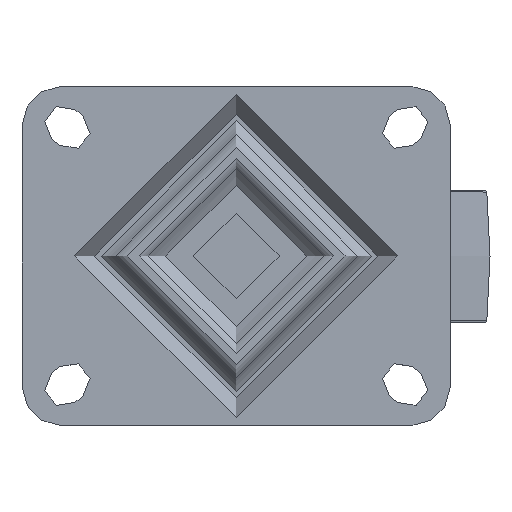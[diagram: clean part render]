
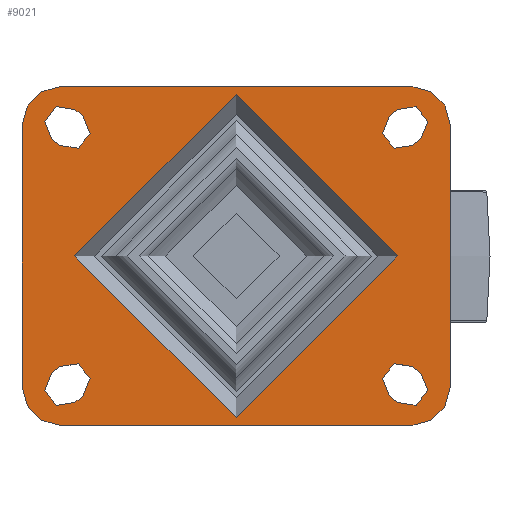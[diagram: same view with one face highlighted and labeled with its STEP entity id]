
A CAD part, top view. The second image highlights one B-rep face of the part: STEP entity #9021.
In plain terms, the highlighted planar face has unit normal (0, 0, 1).
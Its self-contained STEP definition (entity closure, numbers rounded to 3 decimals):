
#476=FACE_BOUND('',#3011,.T.);
#477=FACE_BOUND('',#3012,.T.);
#478=FACE_BOUND('',#3013,.T.);
#479=FACE_BOUND('',#3014,.T.);
#480=FACE_BOUND('',#3015,.T.);
#611=PLANE('',#9882);
#1267=LINE('',#13982,#1767);
#1269=LINE('',#13990,#1769);
#1270=LINE('',#13995,#1770);
#1271=LINE('',#13999,#1771);
#1272=LINE('',#14001,#1772);
#1273=LINE('',#14002,#1773);
#1274=LINE('',#14003,#1774);
#1275=LINE('',#14004,#1775);
#1276=LINE('',#14005,#1776);
#1277=LINE('',#14006,#1777);
#1278=LINE('',#14007,#1778);
#1279=LINE('',#14008,#1779);
#1767=VECTOR('',#11067,1.);
#1769=VECTOR('',#11077,1.);
#1770=VECTOR('',#11082,1.);
#1771=VECTOR('',#11085,1.);
#1772=VECTOR('',#11088,1.);
#1773=VECTOR('',#11089,1.);
#1774=VECTOR('',#11090,1.);
#1775=VECTOR('',#11091,1.);
#1776=VECTOR('',#11092,1.);
#1777=VECTOR('',#11093,1.);
#1778=VECTOR('',#11094,1.);
#1779=VECTOR('',#11095,1.);
#2434=FACE_OUTER_BOUND('',#3010,.T.);
#3010=EDGE_LOOP('',(#6563,#6564,#6565,#6566,#6567,#6568,#6569,#6570));
#3011=EDGE_LOOP('',(#6571));
#3012=EDGE_LOOP('',(#6572,#6573,#6574,#6575));
#3013=EDGE_LOOP('',(#6576,#6577,#6578,#6579));
#3014=EDGE_LOOP('',(#6580,#6581,#6582,#6583));
#3015=EDGE_LOOP('',(#6584,#6585,#6586,#6587));
#3645=CIRCLE('',#9805,5.7);
#3646=CIRCLE('',#9807,5.7);
#3648=CIRCLE('',#9810,5.7);
#3651=CIRCLE('',#9814,5.7);
#3653=CIRCLE('',#9817,5.7);
#3654=CIRCLE('',#9819,5.7);
#3657=CIRCLE('',#9823,5.7);
#3658=CIRCLE('',#9825,5.7);
#3675=CIRCLE('',#9848,49.014);
#3695=CIRCLE('',#9883,12.);
#3696=CIRCLE('',#9884,12.);
#3697=CIRCLE('',#9885,12.);
#3698=CIRCLE('',#9886,12.);
#4092=VERTEX_POINT('',#13745);
#4093=VERTEX_POINT('',#13747);
#4094=VERTEX_POINT('',#13751);
#4095=VERTEX_POINT('',#13752);
#4098=VERTEX_POINT('',#13760);
#4099=VERTEX_POINT('',#13761);
#4104=VERTEX_POINT('',#13772);
#4105=VERTEX_POINT('',#13774);
#4108=VERTEX_POINT('',#13781);
#4109=VERTEX_POINT('',#13783);
#4110=VERTEX_POINT('',#13787);
#4111=VERTEX_POINT('',#13788);
#4116=VERTEX_POINT('',#13799);
#4117=VERTEX_POINT('',#13801);
#4118=VERTEX_POINT('',#13805);
#4119=VERTEX_POINT('',#13806);
#4132=VERTEX_POINT('',#13872);
#4149=VERTEX_POINT('',#13979);
#4150=VERTEX_POINT('',#13981);
#4151=VERTEX_POINT('',#13988);
#4152=VERTEX_POINT('',#13989);
#4153=VERTEX_POINT('',#13992);
#4154=VERTEX_POINT('',#13994);
#4155=VERTEX_POINT('',#13996);
#4156=VERTEX_POINT('',#13998);
#4998=EDGE_CURVE('',#4093,#4092,#3645,.T.);
#5000=EDGE_CURVE('',#4094,#4095,#3646,.T.);
#5004=EDGE_CURVE('',#4098,#4099,#3648,.T.);
#5010=EDGE_CURVE('',#4105,#4104,#3651,.T.);
#5014=EDGE_CURVE('',#4108,#4109,#3653,.T.);
#5016=EDGE_CURVE('',#4110,#4111,#3654,.T.);
#5022=EDGE_CURVE('',#4116,#4117,#3657,.T.);
#5024=EDGE_CURVE('',#4118,#4119,#3658,.T.);
#5045=EDGE_CURVE('',#4132,#4132,#3675,.T.);
#5070=EDGE_CURVE('',#4150,#4149,#1267,.T.);
#5072=EDGE_CURVE('',#4151,#4152,#1269,.T.);
#5073=EDGE_CURVE('',#4151,#4150,#3695,.T.);
#5074=EDGE_CURVE('',#4149,#4153,#3696,.T.);
#5075=EDGE_CURVE('',#4154,#4153,#1270,.T.);
#5076=EDGE_CURVE('',#4155,#4154,#3697,.T.);
#5077=EDGE_CURVE('',#4156,#4155,#1271,.T.);
#5078=EDGE_CURVE('',#4152,#4156,#3698,.T.);
#5079=EDGE_CURVE('',#4119,#4116,#1272,.T.);
#5080=EDGE_CURVE('',#4117,#4118,#1273,.T.);
#5081=EDGE_CURVE('',#4109,#4110,#1274,.T.);
#5082=EDGE_CURVE('',#4111,#4108,#1275,.T.);
#5083=EDGE_CURVE('',#4092,#4094,#1276,.T.);
#5084=EDGE_CURVE('',#4095,#4093,#1277,.T.);
#5085=EDGE_CURVE('',#4099,#4105,#1278,.T.);
#5086=EDGE_CURVE('',#4104,#4098,#1279,.T.);
#6563=ORIENTED_EDGE('',*,*,#5072,.F.);
#6564=ORIENTED_EDGE('',*,*,#5073,.T.);
#6565=ORIENTED_EDGE('',*,*,#5070,.T.);
#6566=ORIENTED_EDGE('',*,*,#5074,.T.);
#6567=ORIENTED_EDGE('',*,*,#5075,.F.);
#6568=ORIENTED_EDGE('',*,*,#5076,.F.);
#6569=ORIENTED_EDGE('',*,*,#5077,.F.);
#6570=ORIENTED_EDGE('',*,*,#5078,.F.);
#6571=ORIENTED_EDGE('',*,*,#5045,.F.);
#6572=ORIENTED_EDGE('',*,*,#5022,.F.);
#6573=ORIENTED_EDGE('',*,*,#5079,.F.);
#6574=ORIENTED_EDGE('',*,*,#5024,.F.);
#6575=ORIENTED_EDGE('',*,*,#5080,.F.);
#6576=ORIENTED_EDGE('',*,*,#5016,.F.);
#6577=ORIENTED_EDGE('',*,*,#5081,.F.);
#6578=ORIENTED_EDGE('',*,*,#5014,.F.);
#6579=ORIENTED_EDGE('',*,*,#5082,.F.);
#6580=ORIENTED_EDGE('',*,*,#4998,.T.);
#6581=ORIENTED_EDGE('',*,*,#5083,.T.);
#6582=ORIENTED_EDGE('',*,*,#5000,.T.);
#6583=ORIENTED_EDGE('',*,*,#5084,.T.);
#6584=ORIENTED_EDGE('',*,*,#5004,.T.);
#6585=ORIENTED_EDGE('',*,*,#5085,.T.);
#6586=ORIENTED_EDGE('',*,*,#5010,.T.);
#6587=ORIENTED_EDGE('',*,*,#5086,.T.);
#9021=ADVANCED_FACE('',(#2434,#476,#477,#478,#479,#480),#611,.F.);
#9805=AXIS2_PLACEMENT_3D('',#13748,#10897,#10898);
#9807=AXIS2_PLACEMENT_3D('',#13753,#10902,#10903);
#9810=AXIS2_PLACEMENT_3D('',#13762,#10910,#10911);
#9814=AXIS2_PLACEMENT_3D('',#13775,#10921,#10922);
#9817=AXIS2_PLACEMENT_3D('',#13784,#10929,#10930);
#9819=AXIS2_PLACEMENT_3D('',#13789,#10934,#10935);
#9823=AXIS2_PLACEMENT_3D('',#13802,#10945,#10946);
#9825=AXIS2_PLACEMENT_3D('',#13807,#10950,#10951);
#9848=AXIS2_PLACEMENT_3D('',#13874,#11000,#11001);
#9882=AXIS2_PLACEMENT_3D('',#13987,#11075,#11076);
#9883=AXIS2_PLACEMENT_3D('',#13991,#11078,#11079);
#9884=AXIS2_PLACEMENT_3D('',#13993,#11080,#11081);
#9885=AXIS2_PLACEMENT_3D('',#13997,#11083,#11084);
#9886=AXIS2_PLACEMENT_3D('',#14000,#11086,#11087);
#10897=DIRECTION('center_axis',(0.,0.,-1.));
#10898=DIRECTION('ref_axis',(1.,0.,0.));
#10902=DIRECTION('center_axis',(0.,0.,-1.));
#10903=DIRECTION('ref_axis',(1.,0.,0.));
#10910=DIRECTION('center_axis',(0.,0.,-1.));
#10911=DIRECTION('ref_axis',(1.,0.,0.));
#10921=DIRECTION('center_axis',(0.,0.,-1.));
#10922=DIRECTION('ref_axis',(1.,0.,0.));
#10929=DIRECTION('center_axis',(0.,0.,1.));
#10930=DIRECTION('ref_axis',(1.,0.,0.));
#10934=DIRECTION('center_axis',(0.,0.,1.));
#10935=DIRECTION('ref_axis',(1.,0.,0.));
#10945=DIRECTION('center_axis',(0.,0.,1.));
#10946=DIRECTION('ref_axis',(1.,0.,0.));
#10950=DIRECTION('center_axis',(0.,0.,1.));
#10951=DIRECTION('ref_axis',(1.,0.,0.));
#11000=DIRECTION('center_axis',(0.,0.,1.));
#11001=DIRECTION('ref_axis',(-1.,0.,0.));
#11067=DIRECTION('',(1.,0.,0.));
#11075=DIRECTION('center_axis',(0.,0.,-1.));
#11076=DIRECTION('ref_axis',(0.,-1.,0.));
#11077=DIRECTION('',(0.,1.,0.));
#11078=DIRECTION('center_axis',(0.,0.,1.));
#11079=DIRECTION('ref_axis',(1.,0.,0.));
#11080=DIRECTION('center_axis',(0.,0.,1.));
#11081=DIRECTION('ref_axis',(1.,0.,0.));
#11082=DIRECTION('',(0.,-1.,0.));
#11083=DIRECTION('center_axis',(0.,0.,-1.));
#11084=DIRECTION('ref_axis',(1.,0.,0.));
#11085=DIRECTION('',(1.,0.,0.));
#11086=DIRECTION('center_axis',(0.,0.,-1.));
#11087=DIRECTION('ref_axis',(1.,0.,0.));
#11088=DIRECTION('',(-0.781,-0.625,0.));
#11089=DIRECTION('',(0.781,0.625,0.));
#11090=DIRECTION('',(0.781,-0.625,0.));
#11091=DIRECTION('',(-0.781,0.625,0.));
#11092=DIRECTION('',(0.781,-0.625,0.));
#11093=DIRECTION('',(-0.781,0.625,0.));
#11094=DIRECTION('',(-0.781,-0.625,0.));
#11095=DIRECTION('',(0.781,0.625,0.));
#13745=CARTESIAN_POINT('',(-27.536,161.729,0.));
#13747=CARTESIAN_POINT('',(-34.657,152.827,0.));
#13748=CARTESIAN_POINT('Origin',(-31.097,157.278,0.));
#13751=CARTESIAN_POINT('',(-25.036,159.729,0.));
#13752=CARTESIAN_POINT('',(-32.157,150.827,0.));
#13753=CARTESIAN_POINT('Origin',(-28.597,155.278,0.));
#13760=CARTESIAN_POINT('',(-134.657,161.729,0.));
#13761=CARTESIAN_POINT('',(-127.536,152.827,0.));
#13762=CARTESIAN_POINT('Origin',(-131.097,157.278,0.));
#13772=CARTESIAN_POINT('',(-137.157,159.729,0.));
#13774=CARTESIAN_POINT('',(-130.036,150.827,0.));
#13775=CARTESIAN_POINT('Origin',(-133.597,155.278,0.));
#13781=CARTESIAN_POINT('',(-130.036,239.729,0.));
#13783=CARTESIAN_POINT('',(-137.157,230.827,0.));
#13784=CARTESIAN_POINT('Origin',(-133.597,235.278,0.));
#13787=CARTESIAN_POINT('',(-134.657,228.827,0.));
#13788=CARTESIAN_POINT('',(-127.536,237.729,0.));
#13789=CARTESIAN_POINT('Origin',(-131.097,233.278,0.));
#13799=CARTESIAN_POINT('',(-34.657,237.729,0.));
#13801=CARTESIAN_POINT('',(-27.536,228.827,0.));
#13802=CARTESIAN_POINT('Origin',(-31.097,233.278,0.));
#13805=CARTESIAN_POINT('',(-25.036,230.827,0.));
#13806=CARTESIAN_POINT('',(-32.157,239.729,0.));
#13807=CARTESIAN_POINT('Origin',(-28.597,235.278,0.));
#13872=CARTESIAN_POINT('',(-130.11,195.278,0.));
#13874=CARTESIAN_POINT('Origin',(-81.097,195.278,0.));
#13979=CARTESIAN_POINT('',(-28.097,143.778,0.));
#13981=CARTESIAN_POINT('',(-134.097,143.778,0.));
#13982=CARTESIAN_POINT('',(-81.097,143.778,0.));
#13987=CARTESIAN_POINT('Origin',(-130.11,195.278,0.));
#13988=CARTESIAN_POINT('',(-146.097,155.778,0.));
#13989=CARTESIAN_POINT('',(-146.097,234.778,0.));
#13990=CARTESIAN_POINT('',(-146.097,195.278,0.));
#13991=CARTESIAN_POINT('Origin',(-134.097,155.778,0.));
#13992=CARTESIAN_POINT('',(-16.097,155.778,0.));
#13993=CARTESIAN_POINT('Origin',(-28.097,155.778,0.));
#13994=CARTESIAN_POINT('',(-16.097,234.778,0.));
#13995=CARTESIAN_POINT('',(-16.097,234.778,0.));
#13996=CARTESIAN_POINT('',(-28.097,246.778,0.));
#13997=CARTESIAN_POINT('Origin',(-28.097,234.778,0.));
#13998=CARTESIAN_POINT('',(-134.097,246.778,0.));
#13999=CARTESIAN_POINT('',(-81.097,246.778,0.));
#14000=CARTESIAN_POINT('Origin',(-134.097,234.778,0.));
#14001=CARTESIAN_POINT('',(-32.157,239.729,0.));
#14002=CARTESIAN_POINT('',(-27.536,228.827,0.));
#14003=CARTESIAN_POINT('',(-137.157,230.827,0.));
#14004=CARTESIAN_POINT('',(-127.536,237.729,0.));
#14005=CARTESIAN_POINT('',(-27.536,161.729,0.));
#14006=CARTESIAN_POINT('',(-32.157,150.827,0.));
#14007=CARTESIAN_POINT('',(-127.536,152.827,0.));
#14008=CARTESIAN_POINT('',(-137.157,159.729,0.));
